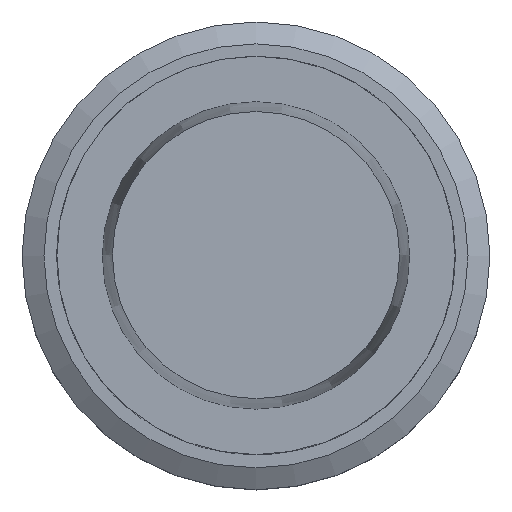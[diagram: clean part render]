
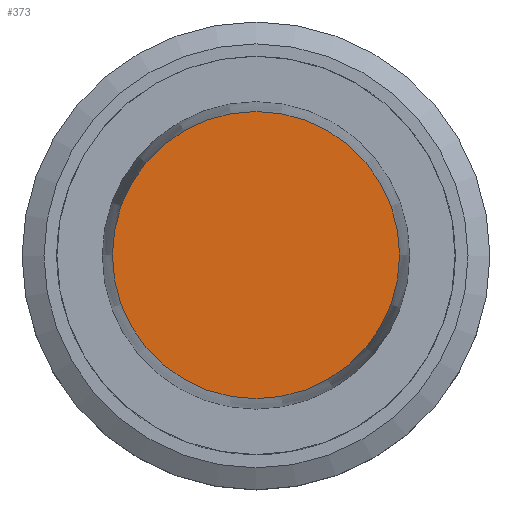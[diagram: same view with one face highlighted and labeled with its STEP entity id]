
A CAD part, top view. The second image highlights one B-rep face of the part: STEP entity #373.
In plain terms, the highlighted planar face has unit normal (0, 0, 1).
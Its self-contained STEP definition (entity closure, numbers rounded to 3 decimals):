
#337=EDGE_CURVE('240[2]',#826,#826,#827,.T.);
#373=ADVANCED_FACE('240[2]',(#872),#873,.T.);
#826=VERTEX_POINT('',#1576);
#827=CIRCLE('',#1577,22.715);
#872=FACE_OUTER_BOUND('',#1645,.T.);
#873=PLANE('',#1646);
#1576=CARTESIAN_POINT('',(22.715,0.,32.0));
#1577=AXIS2_PLACEMENT_3D('',#2319,#2320,#2321);
#1645=EDGE_LOOP('',(#2367));
#1646=AXIS2_PLACEMENT_3D('',#2368,#2369,#2370);
#2319=CARTESIAN_POINT('',(0.,0.,32.0));
#2320=DIRECTION('',(0.,0.,-1.0));
#2321=DIRECTION('',(1.0,0.,0.));
#2367=ORIENTED_EDGE('',*,*,#337,.F.);
#2368=CARTESIAN_POINT('',(11.357,0.,32.0));
#2369=DIRECTION('',(0.,0.,1.0));
#2370=DIRECTION('',(1.0,0.,0.0));
